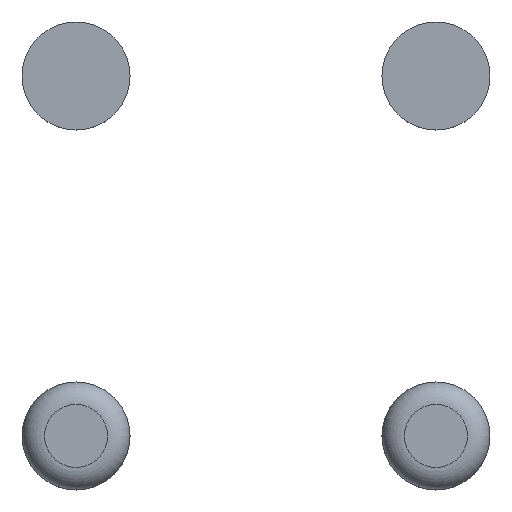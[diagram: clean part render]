
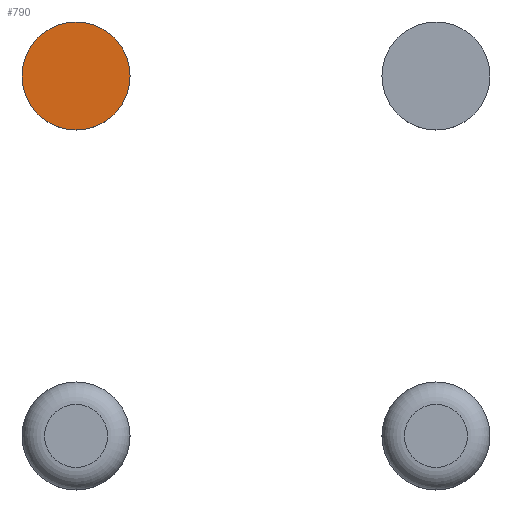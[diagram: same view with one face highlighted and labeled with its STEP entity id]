
A CAD part, top view. The second image highlights one B-rep face of the part: STEP entity #790.
In plain terms, the highlighted planar face has unit normal (0, 0, 1).
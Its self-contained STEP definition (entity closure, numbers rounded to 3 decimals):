
#705 = VERTEX_POINT('',#706);
#706 = CARTESIAN_POINT('',(-5.6,8.,6.6));
#713 = CYLINDRICAL_SURFACE('',#714,2.4);
#714 = AXIS2_PLACEMENT_3D('',#715,#716,#717);
#715 = CARTESIAN_POINT('',(-8.,8.,4.8));
#716 = DIRECTION('',(-0.,-0.,-1.));
#717 = DIRECTION('',(1.,0.,0.));
#732 = EDGE_CURVE('',#705,#705,#733,.T.);
#733 = SURFACE_CURVE('',#734,(#739,#746),.PCURVE_S1.);
#734 = CIRCLE('',#735,2.4);
#735 = AXIS2_PLACEMENT_3D('',#736,#737,#738);
#736 = CARTESIAN_POINT('',(-8.,8.,6.6));
#737 = DIRECTION('',(0.,0.,1.));
#738 = DIRECTION('',(1.,0.,0.));
#739 = PCURVE('',#713,#740);
#740 = DEFINITIONAL_REPRESENTATION('',(#741),#745);
#741 = LINE('',#742,#743);
#742 = CARTESIAN_POINT('',(-0.,-1.8));
#743 = VECTOR('',#744,1.);
#744 = DIRECTION('',(-1.,0.));
#745 = ( GEOMETRIC_REPRESENTATION_CONTEXT(2) 
PARAMETRIC_REPRESENTATION_CONTEXT() REPRESENTATION_CONTEXT('2D SPACE',''
  ) );
#746 = PCURVE('',#747,#752);
#747 = PLANE('',#748);
#748 = AXIS2_PLACEMENT_3D('',#749,#750,#751);
#749 = CARTESIAN_POINT('',(-8.,-8.,6.6));
#750 = DIRECTION('',(0.,0.,1.));
#751 = DIRECTION('',(1.,0.,-0.));
#752 = DEFINITIONAL_REPRESENTATION('',(#753),#757);
#753 = CIRCLE('',#754,2.4);
#754 = AXIS2_PLACEMENT_2D('',#755,#756);
#755 = CARTESIAN_POINT('',(0.,16.));
#756 = DIRECTION('',(1.,0.));
#757 = ( GEOMETRIC_REPRESENTATION_CONTEXT(2) 
PARAMETRIC_REPRESENTATION_CONTEXT() REPRESENTATION_CONTEXT('2D SPACE',''
  ) );
#790 = ADVANCED_FACE('',(#791),#747,.T.);
#791 = FACE_BOUND('',#792,.T.);
#792 = EDGE_LOOP('',(#793));
#793 = ORIENTED_EDGE('',*,*,#732,.T.);
